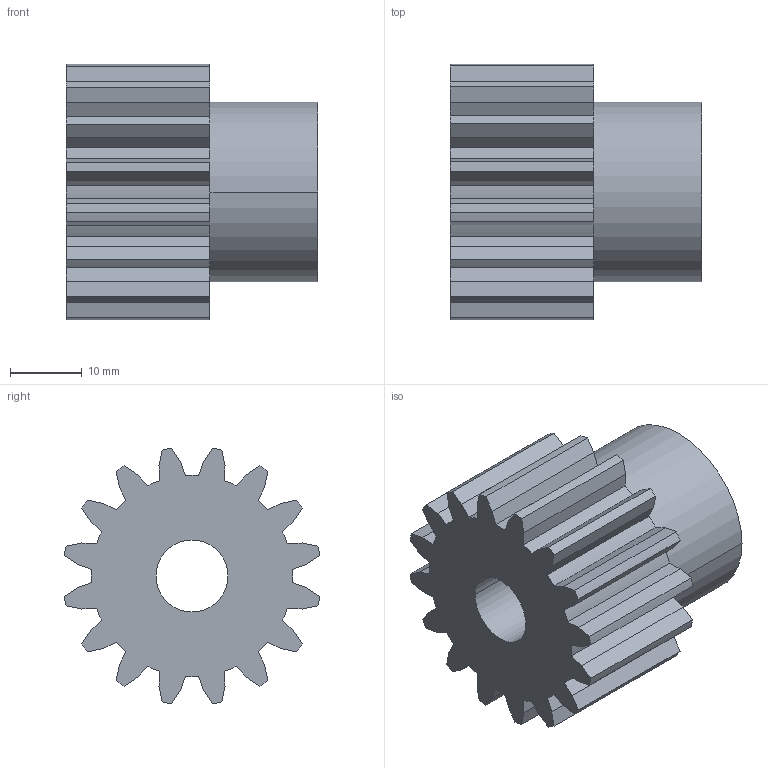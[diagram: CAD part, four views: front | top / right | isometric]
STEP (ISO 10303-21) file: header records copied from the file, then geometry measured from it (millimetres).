
FILE_DESCRIPTION( ( '' ), '1' );
FILE_NAME( '23111016.stp', '2007-11-07T03:04:21', ( '' ), ( '' ), ' ', ' ', ' ' );
FILE_SCHEMA( ( 'automotive_design' ) );
Length unit declared in the file: millimetre
Products named in the file (1): 1
Bounding box: 35 x 35.54 x 35.54 mm (x, y, z)
Volume: 20463.8 mm3; surface area: 7469.7 mm2
Topology: 1 solids, 1 shells, 103 faces, 300 edges, 200 vertices
Faces by surface type: plane 67, cylinder 36
Entity records: 6758 total; most frequent: STYLED_ITEM 604, PRESENTATION_STYLE_ASSIGNMENT 604, CARTESIAN_POINT 604, COLOUR_RGB 604, ORIENTED_EDGE 600, DIRECTION 580, EDGE_CURVE 300, CURVE_STYLE 300
